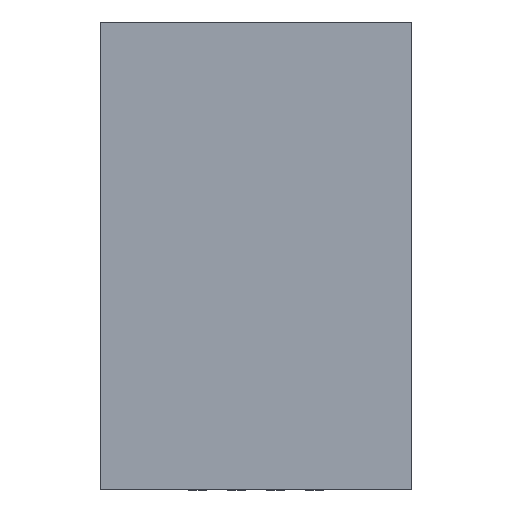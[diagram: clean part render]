
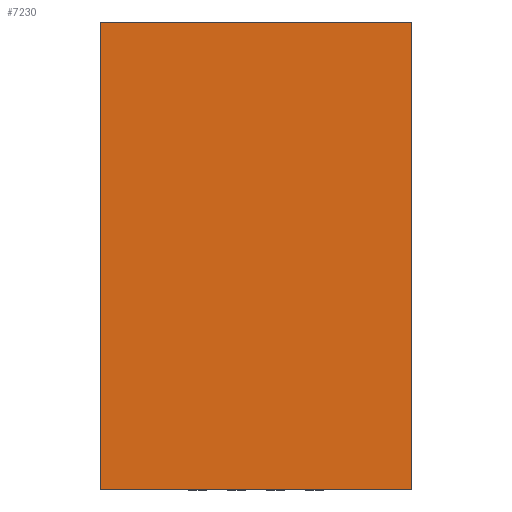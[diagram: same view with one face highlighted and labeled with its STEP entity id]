
A CAD part, top view. The second image highlights one B-rep face of the part: STEP entity #7230.
In plain terms, the highlighted face is planar.
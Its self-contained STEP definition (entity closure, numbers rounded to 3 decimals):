
#29=DIRECTION('',(0.,0.,1.));
#30=VECTOR('',#29,6.);
#31=CARTESIAN_POINT('',(-2.,0.775,-3.));
#32=LINE('',#31,#30);
#37=DIRECTION('',(-1.,0.,0.));
#38=VECTOR('',#37,4.);
#39=CARTESIAN_POINT('',(2.,0.775,-3.));
#40=LINE('',#39,#38);
#44=DIRECTION('',(0.,0.,-1.));
#45=VECTOR('',#44,6.);
#46=CARTESIAN_POINT('',(2.,0.775,3.));
#47=LINE('',#46,#45);
#51=DIRECTION('',(1.,0.,0.));
#52=VECTOR('',#51,4.);
#53=CARTESIAN_POINT('',(-2.,0.775,3.));
#54=LINE('',#53,#52);
#6075=CARTESIAN_POINT('',(-2.,0.775,-3.));
#6076=CARTESIAN_POINT('',(-2.,0.775,3.));
#6077=VERTEX_POINT('',#6075);
#6078=VERTEX_POINT('',#6076);
#6079=CARTESIAN_POINT('',(2.,0.775,3.));
#6080=VERTEX_POINT('',#6079);
#6081=CARTESIAN_POINT('',(2.,0.775,-3.));
#6082=VERTEX_POINT('',#6081);
#7215=CARTESIAN_POINT('',(0.,0.775,0.));
#7216=DIRECTION('',(0.,1.,0.));
#7217=DIRECTION('',(1.,0.,0.));
#7218=AXIS2_PLACEMENT_3D('',#7215,#7216,#7217);
#7219=PLANE('',#7218);
#7221=ORIENTED_EDGE('',*,*,#7220,.F.);
#7223=ORIENTED_EDGE('',*,*,#7222,.F.);
#7225=ORIENTED_EDGE('',*,*,#7224,.F.);
#7227=ORIENTED_EDGE('',*,*,#7226,.F.);
#7228=EDGE_LOOP('',(#7221,#7223,#7225,#7227));
#7229=FACE_OUTER_BOUND('',#7228,.F.);
#7230=ADVANCED_FACE('',(#7229),#7219,.T.);
#7220=EDGE_CURVE('',#6077,#6078,#32,.T.);
#7222=EDGE_CURVE('',#6082,#6077,#40,.T.);
#7224=EDGE_CURVE('',#6080,#6082,#47,.T.);
#7226=EDGE_CURVE('',#6078,#6080,#54,.T.);
